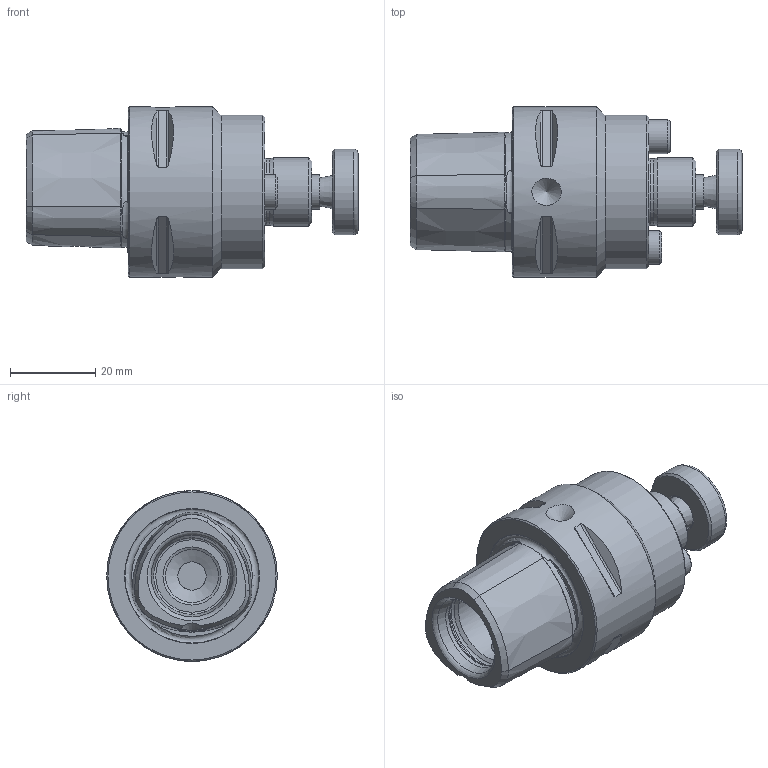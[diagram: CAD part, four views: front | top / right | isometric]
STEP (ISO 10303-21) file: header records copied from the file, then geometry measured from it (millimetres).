
FILE_DESCRIPTION( ( 'Unknown' ), '1' );
FILE_NAME( '280401610-C.stp', 'Unknown', ( 'Unknown' ), ( 'Unknown' ), 'PSStep 15.0.49', 'Unknown', ' ' );
FILE_SCHEMA( ( 'AUTOMOTIVE_DESIGN { 1 0 10303 214 1 1 1 1 }' ) );
Length unit declared in the file: millimetre
Products named in the file (6): Assem1; 0003464; 0003381; 0007093; 0004885; 0002782
Assembly tree (7 placements, depth 2):
  Assem1
    0003464
    0003381  x2
    0007093  x2
    0004885
    0002782
Bounding box: 77.8 x 40 x 40 mm (x, y, z)
Volume: 47957.4 mm3; surface area: 14394.2 mm2
Topology: 7 solids, 7 shells, 205 faces, 471 edges, 295 vertices
Faces by surface type: cone 86, cylinder 52, plane 51, torus 16
Full cylindrical faces by diameter (mm): 2.439 x2, 2.459 x2, 3 x4, 3.2 x2, 4 x1, 4.6 x2, 5.5 x4, 6 x4, 6.647 x2, 8 x6, 8.4 x1, 8.5 x1, 12.376 x2, 15.6 x1, 16 x2, 16.5 x1, 18 x2, 20 x2, 36 x1, 40 x1
Entity records: 6528 total; most frequent: CARTESIAN_POINT 1433, DIRECTION 760, ORIENTED_EDGE 592, AXIS2_PLACEMENT_3D 350, EDGE_CURVE 296, EDGE_LOOP 289, VERTEX_POINT 231, FACE_OUTER_BOUND 230
